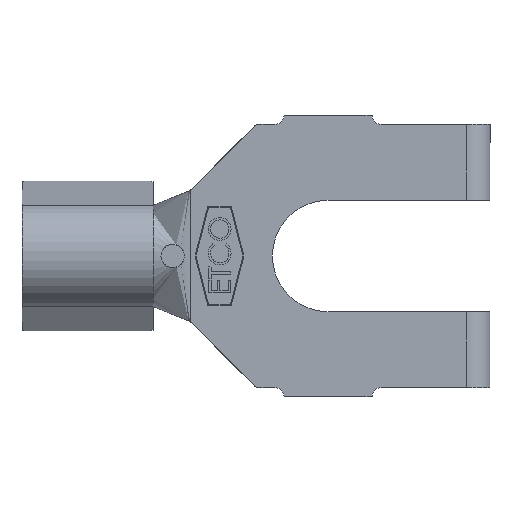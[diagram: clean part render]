
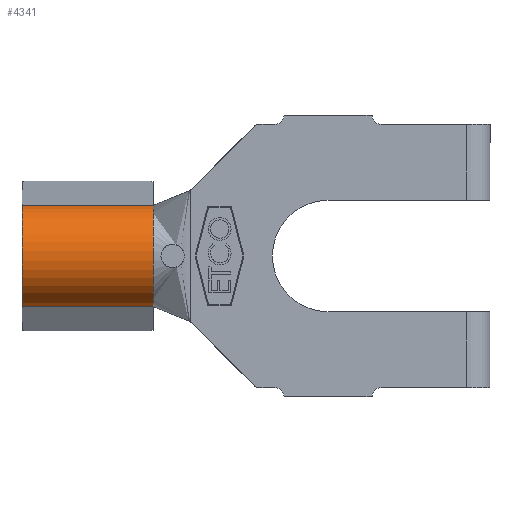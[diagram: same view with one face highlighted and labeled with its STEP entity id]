
A CAD part, front view. The second image highlights one B-rep face of the part: STEP entity #4341.
In plain terms, the highlighted cylindrical face has radius 1.422 mm (diameter 2.845 mm), a partial arc.
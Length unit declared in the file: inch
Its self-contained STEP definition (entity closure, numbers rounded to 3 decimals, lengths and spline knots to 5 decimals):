
#30 = CARTESIAN_POINT ( 'NONE',  ( -0.327, 0.04149, -0.05409 ) ) ;
#63 = VERTEX_POINT ( 'NONE', #4075 ) ;
#78 = AXIS2_PLACEMENT_3D ( 'NONE', #3094, #5098, #618 ) ;
#618 = DIRECTION ( 'NONE',  ( 0., 0., -1. ) ) ;
#651 = DIRECTION ( 'NONE',  ( 0., 0., -1. ) ) ;
#942 = ORIENTED_EDGE ( 'NONE', *, *, #2761, .T. ) ;
#1094 = EDGE_CURVE ( 'NONE', #5315, #63, #1449, .T. ) ;
#1228 = CIRCLE ( 'NONE', #2062, 0.056 ) ;
#1366 = CARTESIAN_POINT ( 'NONE',  ( -0.327, 0.056, 0. ) ) ;
#1449 = LINE ( 'NONE', #3438, #2788 ) ;
#2019 = DIRECTION ( 'NONE',  ( 1., 0., 0. ) ) ;
#2062 = AXIS2_PLACEMENT_3D ( 'NONE', #3130, #5131, #651 ) ;
#2306 = VERTEX_POINT ( 'NONE', #3501 ) ;
#2393 = CARTESIAN_POINT ( 'NONE',  ( -0.327, 0.04149, -0.05409 ) ) ;
#2673 = ORIENTED_EDGE ( 'NONE', *, *, #1094, .F. ) ;
#2761 = EDGE_CURVE ( 'NONE', #3526, #2306, #4512, .T. ) ;
#2788 = VECTOR ( 'NONE', #5441, 39.37008 ) ;
#3094 = CARTESIAN_POINT ( 'NONE',  ( -0.187, 0.056, 0. ) ) ;
#3130 = CARTESIAN_POINT ( 'NONE',  ( -0.327, 0.056, 0. ) ) ;
#3355 = DIRECTION ( 'NONE',  ( 1., 0., 0. ) ) ;
#3438 = CARTESIAN_POINT ( 'NONE',  ( -0.327, 0.04149, 0.05409 ) ) ;
#3501 = CARTESIAN_POINT ( 'NONE',  ( -0.187, 0.04149, -0.05409 ) ) ;
#3526 = VERTEX_POINT ( 'NONE', #2393 ) ;
#3850 = FACE_OUTER_BOUND ( 'NONE', #5948, .T. ) ;
#3996 = EDGE_CURVE ( 'NONE', #63, #2306, #5086, .T. ) ;
#4015 = EDGE_CURVE ( 'NONE', #5315, #3526, #1228, .T. ) ;
#4075 = CARTESIAN_POINT ( 'NONE',  ( -0.187, 0.04149, 0.05409 ) ) ;
#4341 = ADVANCED_FACE ( 'NONE', ( #3850 ), #5843, .T. ) ;
#4512 = LINE ( 'NONE', #30, #6137 ) ;
#4704 = ORIENTED_EDGE ( 'NONE', *, *, #4015, .T. ) ;
#4748 = ORIENTED_EDGE ( 'NONE', *, *, #3996, .F. ) ;
#5086 = CIRCLE ( 'NONE', #78, 0.056 ) ;
#5098 = DIRECTION ( 'NONE',  ( 1., 0., 0. ) ) ;
#5131 = DIRECTION ( 'NONE',  ( 1., 0., 0. ) ) ;
#5191 = AXIS2_PLACEMENT_3D ( 'NONE', #1366, #3355, #5352 ) ;
#5315 = VERTEX_POINT ( 'NONE', #5880 ) ;
#5352 = DIRECTION ( 'NONE',  ( 0., 0., -1. ) ) ;
#5441 = DIRECTION ( 'NONE',  ( 1., 0., 0. ) ) ;
#5843 = CYLINDRICAL_SURFACE ( 'NONE', #5191, 0.056 ) ;
#5880 = CARTESIAN_POINT ( 'NONE',  ( -0.327, 0.04149, 0.05409 ) ) ;
#5948 = EDGE_LOOP ( 'NONE', ( #4748, #2673, #4704, #942 ) ) ;
#6137 = VECTOR ( 'NONE', #2019, 39.37008 ) ;
